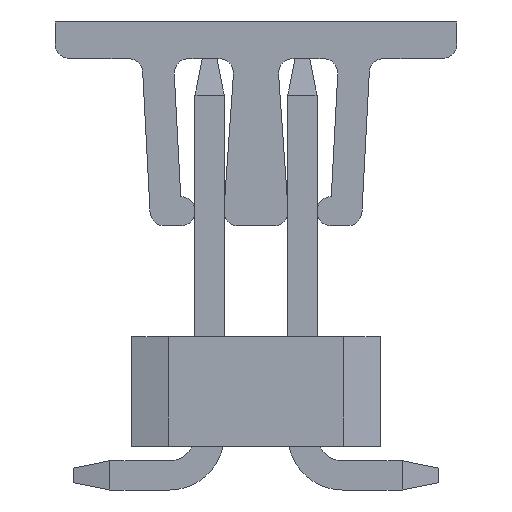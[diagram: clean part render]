
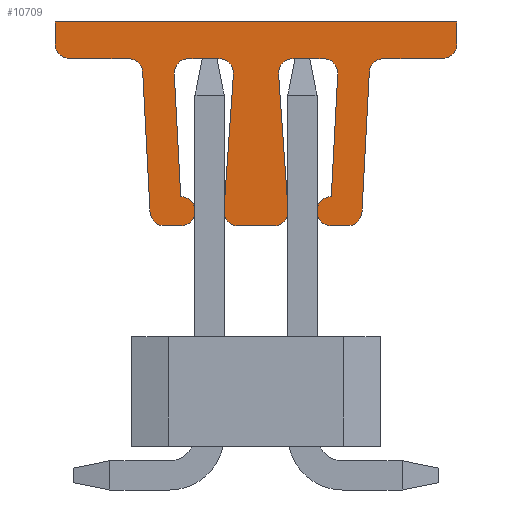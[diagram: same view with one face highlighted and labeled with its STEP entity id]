
A CAD part, left-side view. The second image highlights one B-rep face of the part: STEP entity #10709.
In plain terms, the highlighted face is planar.
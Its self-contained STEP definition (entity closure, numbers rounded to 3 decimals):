
#22=CIRCLE('',#11224,0.2);
#24=CIRCLE('',#11228,0.2);
#26=CIRCLE('',#11232,0.2);
#28=CIRCLE('',#11236,0.2);
#30=CIRCLE('',#11240,0.2);
#32=CIRCLE('',#11244,0.2);
#34=CIRCLE('',#11250,0.2);
#36=CIRCLE('',#11254,0.2);
#38=CIRCLE('',#11258,0.2);
#40=CIRCLE('',#11262,0.2);
#42=CIRCLE('',#11266,0.2);
#44=CIRCLE('',#11270,0.2);
#48=CIRCLE('',#11278,0.2);
#49=CIRCLE('',#11279,0.2);
#3222=ORIENTED_EDGE('',*,*,#4672,.F.);
#3223=ORIENTED_EDGE('',*,*,#4758,.T.);
#3224=ORIENTED_EDGE('',*,*,#4753,.T.);
#3225=ORIENTED_EDGE('',*,*,#4709,.T.);
#3226=ORIENTED_EDGE('',*,*,#4713,.T.);
#3227=ORIENTED_EDGE('',*,*,#4759,.T.);
#3228=ORIENTED_EDGE('',*,*,#4714,.T.);
#3229=ORIENTED_EDGE('',*,*,#4718,.T.);
#3230=ORIENTED_EDGE('',*,*,#4721,.T.);
#3231=ORIENTED_EDGE('',*,*,#4724,.T.);
#3232=ORIENTED_EDGE('',*,*,#4727,.T.);
#3233=ORIENTED_EDGE('',*,*,#4730,.T.);
#3234=ORIENTED_EDGE('',*,*,#4733,.T.);
#3235=ORIENTED_EDGE('',*,*,#4736,.T.);
#3236=ORIENTED_EDGE('',*,*,#4739,.T.);
#3237=ORIENTED_EDGE('',*,*,#4742,.T.);
#3238=ORIENTED_EDGE('',*,*,#4745,.T.);
#3239=ORIENTED_EDGE('',*,*,#4748,.T.);
#3240=ORIENTED_EDGE('',*,*,#4751,.T.);
#3241=ORIENTED_EDGE('',*,*,#4704,.T.);
#3242=ORIENTED_EDGE('',*,*,#4701,.T.);
#3243=ORIENTED_EDGE('',*,*,#4698,.T.);
#3244=ORIENTED_EDGE('',*,*,#4695,.T.);
#3245=ORIENTED_EDGE('',*,*,#4692,.T.);
#3246=ORIENTED_EDGE('',*,*,#4689,.T.);
#3247=ORIENTED_EDGE('',*,*,#4686,.T.);
#3248=ORIENTED_EDGE('',*,*,#4683,.T.);
#3249=ORIENTED_EDGE('',*,*,#4680,.T.);
#3250=ORIENTED_EDGE('',*,*,#4677,.T.);
#3251=ORIENTED_EDGE('',*,*,#4674,.T.);
#4672=EDGE_CURVE('',#5670,#5671,#7136,.T.);
#4674=EDGE_CURVE('',#5672,#5671,#22,.F.);
#4677=EDGE_CURVE('',#5674,#5672,#7139,.T.);
#4680=EDGE_CURVE('',#5676,#5674,#24,.T.);
#4683=EDGE_CURVE('',#5678,#5676,#7143,.T.);
#4686=EDGE_CURVE('',#5680,#5678,#26,.T.);
#4689=EDGE_CURVE('',#5682,#5680,#7147,.T.);
#4692=EDGE_CURVE('',#5684,#5682,#28,.F.);
#4695=EDGE_CURVE('',#5686,#5684,#7151,.T.);
#4698=EDGE_CURVE('',#5688,#5686,#30,.F.);
#4701=EDGE_CURVE('',#5690,#5688,#7155,.T.);
#4704=EDGE_CURVE('',#5692,#5690,#32,.T.);
#4709=EDGE_CURVE('',#5697,#5696,#7161,.T.);
#4713=EDGE_CURVE('',#5696,#5699,#7165,.T.);
#4714=EDGE_CURVE('',#5700,#5701,#7166,.T.);
#4718=EDGE_CURVE('',#5701,#5704,#34,.T.);
#4721=EDGE_CURVE('',#5704,#5706,#7171,.T.);
#4724=EDGE_CURVE('',#5706,#5708,#36,.T.);
#4727=EDGE_CURVE('',#5708,#5710,#7175,.T.);
#4730=EDGE_CURVE('',#5710,#5712,#38,.T.);
#4733=EDGE_CURVE('',#5712,#5714,#7179,.T.);
#4736=EDGE_CURVE('',#5714,#5716,#40,.T.);
#4739=EDGE_CURVE('',#5716,#5718,#7183,.T.);
#4742=EDGE_CURVE('',#5718,#5720,#42,.T.);
#4745=EDGE_CURVE('',#5720,#5722,#7187,.T.);
#4748=EDGE_CURVE('',#5722,#5724,#44,.T.);
#4751=EDGE_CURVE('',#5724,#5692,#7191,.T.);
#4753=EDGE_CURVE('',#5726,#5697,#7193,.T.);
#4758=EDGE_CURVE('',#5670,#5726,#48,.T.);
#4759=EDGE_CURVE('',#5699,#5700,#49,.T.);
#5670=VERTEX_POINT('',#16731);
#5671=VERTEX_POINT('',#16733);
#5672=VERTEX_POINT('',#16737);
#5674=VERTEX_POINT('',#16743);
#5676=VERTEX_POINT('',#16749);
#5678=VERTEX_POINT('',#16755);
#5680=VERTEX_POINT('',#16761);
#5682=VERTEX_POINT('',#16767);
#5684=VERTEX_POINT('',#16773);
#5686=VERTEX_POINT('',#16779);
#5688=VERTEX_POINT('',#16785);
#5690=VERTEX_POINT('',#16791);
#5692=VERTEX_POINT('',#16797);
#5696=VERTEX_POINT('',#16806);
#5697=VERTEX_POINT('',#16808);
#5699=VERTEX_POINT('',#16814);
#5700=VERTEX_POINT('',#16818);
#5701=VERTEX_POINT('',#16819);
#5704=VERTEX_POINT('',#16827);
#5706=VERTEX_POINT('',#16833);
#5708=VERTEX_POINT('',#16839);
#5710=VERTEX_POINT('',#16845);
#5712=VERTEX_POINT('',#16851);
#5714=VERTEX_POINT('',#16857);
#5716=VERTEX_POINT('',#16863);
#5718=VERTEX_POINT('',#16869);
#5720=VERTEX_POINT('',#16875);
#5722=VERTEX_POINT('',#16881);
#5724=VERTEX_POINT('',#16887);
#5726=VERTEX_POINT('',#16896);
#7136=LINE('',#16732,#8604);
#7139=LINE('',#16742,#8607);
#7143=LINE('',#16754,#8611);
#7147=LINE('',#16766,#8615);
#7151=LINE('',#16778,#8619);
#7155=LINE('',#16790,#8623);
#7161=LINE('',#16807,#8629);
#7165=LINE('',#16815,#8633);
#7166=LINE('',#16817,#8634);
#7171=LINE('',#16832,#8639);
#7175=LINE('',#16844,#8643);
#7179=LINE('',#16856,#8647);
#7183=LINE('',#16868,#8651);
#7187=LINE('',#16880,#8655);
#7191=LINE('',#16892,#8659);
#7193=LINE('',#16895,#8661);
#8604=VECTOR('',#13678,1000.);
#8607=VECTOR('',#13689,1000.);
#8611=VECTOR('',#13701,1000.);
#8615=VECTOR('',#13713,1000.);
#8619=VECTOR('',#13725,1000.);
#8623=VECTOR('',#13737,1000.);
#8629=VECTOR('',#13751,1000.);
#8633=VECTOR('',#13757,1000.);
#8634=VECTOR('',#13760,1000.);
#8639=VECTOR('',#13773,1000.);
#8643=VECTOR('',#13785,1000.);
#8647=VECTOR('',#13797,1000.);
#8651=VECTOR('',#13809,1000.);
#8655=VECTOR('',#13821,1000.);
#8659=VECTOR('',#13833,1000.);
#8661=VECTOR('',#13837,1000.);
#9199=EDGE_LOOP('',(#3222,#3223,#3224,#3225,#3226,#3227,#3228,#3229,#3230,
#3231,#3232,#3233,#3234,#3235,#3236,#3237,#3238,#3239,#3240,#3241,#3242,
#3243,#3244,#3245,#3246,#3247,#3248,#3249,#3250,#3251));
#9737=FACE_BOUND('',#9199,.T.);
#10217=PLANE('',#11277);
#10709=ADVANCED_FACE('',(#9737),#10217,.T.);
#11224=AXIS2_PLACEMENT_3D('',#16736,#13682,#13683);
#11228=AXIS2_PLACEMENT_3D('',#16748,#13694,#13695);
#11232=AXIS2_PLACEMENT_3D('',#16760,#13706,#13707);
#11236=AXIS2_PLACEMENT_3D('',#16772,#13718,#13719);
#11240=AXIS2_PLACEMENT_3D('',#16784,#13730,#13731);
#11244=AXIS2_PLACEMENT_3D('',#16796,#13742,#13743);
#11250=AXIS2_PLACEMENT_3D('',#16826,#13766,#13767);
#11254=AXIS2_PLACEMENT_3D('',#16838,#13778,#13779);
#11258=AXIS2_PLACEMENT_3D('',#16850,#13790,#13791);
#11262=AXIS2_PLACEMENT_3D('',#16862,#13802,#13803);
#11266=AXIS2_PLACEMENT_3D('',#16874,#13814,#13815);
#11270=AXIS2_PLACEMENT_3D('',#16886,#13826,#13827);
#11277=AXIS2_PLACEMENT_3D('',#16903,#13846,#13847);
#11278=AXIS2_PLACEMENT_3D('',#16904,#13848,#13849);
#11279=AXIS2_PLACEMENT_3D('',#16905,#13850,#13851);
#13678=DIRECTION('',(-1.,0.,0.));
#13682=DIRECTION('',(0.,-1.,0.));
#13683=DIRECTION('',(0.,0.,-1.));
#13689=DIRECTION('',(0.052,0.,0.999));
#13694=DIRECTION('',(0.,-1.,0.));
#13695=DIRECTION('',(0.,0.,-1.));
#13701=DIRECTION('',(1.,0.,0.));
#13706=DIRECTION('',(0.,-1.,0.));
#13707=DIRECTION('',(0.,0.,-1.));
#13713=DIRECTION('',(-0.052,0.,-0.999));
#13718=DIRECTION('',(0.,-1.,0.));
#13719=DIRECTION('',(0.,0.,-1.));
#13725=DIRECTION('',(1.,0.,0.));
#13730=DIRECTION('',(0.,-1.,0.));
#13731=DIRECTION('',(0.,0.,-1.));
#13737=DIRECTION('',(-0.07,0.,0.998));
#13742=DIRECTION('',(0.,-1.,0.));
#13743=DIRECTION('',(0.,0.,-1.));
#13751=DIRECTION('',(-1.,0.,0.));
#13757=DIRECTION('',(0.,0.,-1.));
#13760=DIRECTION('',(1.,0.,0.));
#13766=DIRECTION('',(0.,1.,0.));
#13767=DIRECTION('',(1.,0.,0.));
#13773=DIRECTION('',(0.052,0.,-0.999));
#13778=DIRECTION('',(0.,-1.,0.));
#13779=DIRECTION('',(1.,0.,0.));
#13785=DIRECTION('',(1.,0.,0.));
#13790=DIRECTION('',(0.,-1.,0.));
#13791=DIRECTION('',(-1.,0.,0.));
#13797=DIRECTION('',(-0.052,0.,0.999));
#13802=DIRECTION('',(0.,1.,0.));
#13803=DIRECTION('',(1.,0.,0.));
#13809=DIRECTION('',(1.,0.,0.));
#13814=DIRECTION('',(0.,1.,0.));
#13815=DIRECTION('',(-1.,0.,0.));
#13821=DIRECTION('',(-0.07,0.,-0.998));
#13826=DIRECTION('',(0.,-1.,0.));
#13827=DIRECTION('',(1.,0.,0.));
#13833=DIRECTION('',(1.,0.,0.));
#13837=DIRECTION('',(0.,0.,1.));
#13846=DIRECTION('',(0.,-1.,0.));
#13847=DIRECTION('',(0.,0.,-1.));
#13848=DIRECTION('',(0.,-1.,0.));
#13849=DIRECTION('',(0.,0.,-1.));
#13850=DIRECTION('',(0.,-1.,0.));
#13851=DIRECTION('',(0.,0.,-1.));
#16731=CARTESIAN_POINT('',(2.55,-3.25,0.9));
#16732=CARTESIAN_POINT('',(2.75,-3.25,0.9));
#16733=CARTESIAN_POINT('',(1.75,-3.25,0.9));
#16736=CARTESIAN_POINT('',(1.75,-3.25,0.7));
#16737=CARTESIAN_POINT('',(1.55,-3.25,0.71));
#16742=CARTESIAN_POINT('',(1.509,-3.25,-0.079));
#16743=CARTESIAN_POINT('',(1.45,-3.25,-1.2));
#16748=CARTESIAN_POINT('',(1.25,-3.25,-1.19));
#16749=CARTESIAN_POINT('',(1.25,-3.25,-1.39));
#16754=CARTESIAN_POINT('',(0.,-3.25,-1.39));
#16755=CARTESIAN_POINT('',(1.03,-3.25,-1.39));
#16760=CARTESIAN_POINT('',(1.03,-3.25,-1.19));
#16761=CARTESIAN_POINT('',(1.03,-3.25,-0.99));
#16766=CARTESIAN_POINT('',(1.079,-3.25,-0.057));
#16767=CARTESIAN_POINT('',(1.118,-3.25,0.686));
#16772=CARTESIAN_POINT('',(0.919,-3.25,0.7));
#16773=CARTESIAN_POINT('',(0.919,-3.25,0.9));
#16778=CARTESIAN_POINT('',(0.,-3.25,0.9));
#16779=CARTESIAN_POINT('',(0.509,-3.25,0.9));
#16784=CARTESIAN_POINT('',(0.509,-3.25,0.7));
#16785=CARTESIAN_POINT('',(0.309,-3.25,0.686));
#16790=CARTESIAN_POINT('',(0.355,-3.25,0.025));
#16791=CARTESIAN_POINT('',(0.439,-3.25,-1.176));
#16796=CARTESIAN_POINT('',(0.24,-3.25,-1.19));
#16797=CARTESIAN_POINT('',(0.24,-3.25,-1.39));
#16806=CARTESIAN_POINT('',(-2.75,-3.25,1.4));
#16807=CARTESIAN_POINT('',(2.75,-3.25,1.4));
#16808=CARTESIAN_POINT('',(2.75,-3.25,1.4));
#16814=CARTESIAN_POINT('',(-2.75,-3.25,1.1));
#16815=CARTESIAN_POINT('',(-2.75,-3.25,1.4));
#16817=CARTESIAN_POINT('',(-2.75,-3.25,0.9));
#16818=CARTESIAN_POINT('',(-2.55,-3.25,0.9));
#16819=CARTESIAN_POINT('',(-1.75,-3.25,0.9));
#16826=CARTESIAN_POINT('',(-1.75,-3.25,0.7));
#16827=CARTESIAN_POINT('',(-1.55,-3.25,0.71));
#16832=CARTESIAN_POINT('',(-1.55,-3.25,0.71));
#16833=CARTESIAN_POINT('',(-1.45,-3.25,-1.2));
#16838=CARTESIAN_POINT('',(-1.25,-3.25,-1.19));
#16839=CARTESIAN_POINT('',(-1.25,-3.25,-1.39));
#16844=CARTESIAN_POINT('',(-1.25,-3.25,-1.39));
#16845=CARTESIAN_POINT('',(-1.03,-3.25,-1.39));
#16850=CARTESIAN_POINT('',(-1.03,-3.25,-1.19));
#16851=CARTESIAN_POINT('',(-1.03,-3.25,-0.99));
#16856=CARTESIAN_POINT('',(-1.03,-3.25,-0.99));
#16857=CARTESIAN_POINT('',(-1.118,-3.25,0.686));
#16862=CARTESIAN_POINT('',(-0.919,-3.25,0.7));
#16863=CARTESIAN_POINT('',(-0.919,-3.25,0.9));
#16868=CARTESIAN_POINT('',(-0.919,-3.25,0.9));
#16869=CARTESIAN_POINT('',(-0.509,-3.25,0.9));
#16874=CARTESIAN_POINT('',(-0.509,-3.25,0.7));
#16875=CARTESIAN_POINT('',(-0.309,-3.25,0.686));
#16880=CARTESIAN_POINT('',(-0.309,-3.25,0.686));
#16881=CARTESIAN_POINT('',(-0.439,-3.25,-1.176));
#16886=CARTESIAN_POINT('',(-0.24,-3.25,-1.19));
#16887=CARTESIAN_POINT('',(-0.24,-3.25,-1.39));
#16892=CARTESIAN_POINT('',(-0.24,-3.25,-1.39));
#16895=CARTESIAN_POINT('',(2.75,-3.25,-1.4));
#16896=CARTESIAN_POINT('',(2.75,-3.25,1.1));
#16903=CARTESIAN_POINT('',(0.,-3.25,0.));
#16904=CARTESIAN_POINT('',(2.55,-3.25,1.1));
#16905=CARTESIAN_POINT('',(-2.55,-3.25,1.1));
